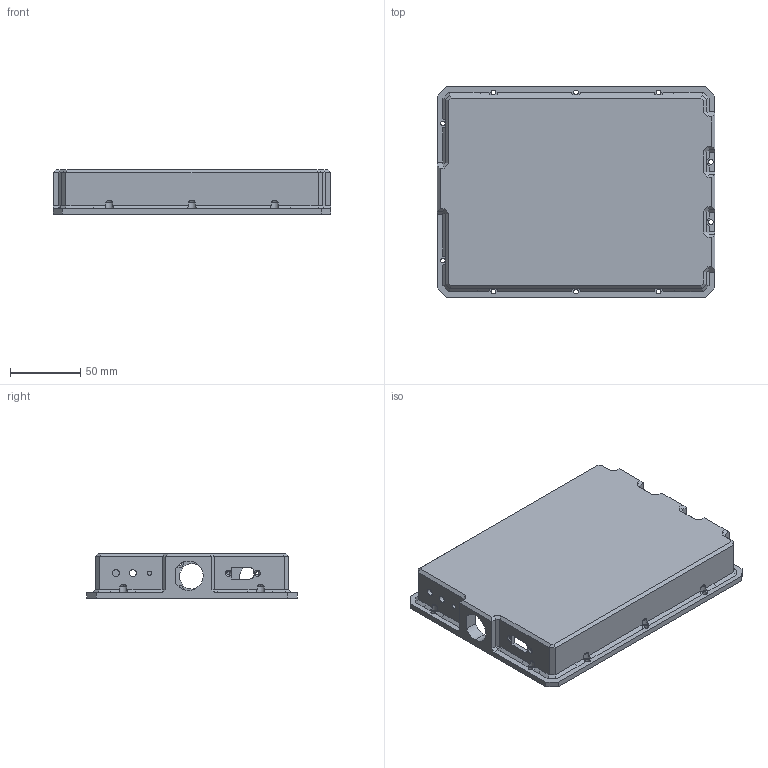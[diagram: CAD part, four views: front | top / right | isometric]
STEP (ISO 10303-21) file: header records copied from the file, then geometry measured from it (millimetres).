
FILE_DESCRIPTION (( 'STEP AP214' ), '1' );
FILE_NAME ('PLASTIC-TOP-CASE-PRODUCT.STEP', '2025-07-29T08:24:25', ( '' ), ( '' ), 'SwSTEP 2.0', 'SolidWorks 2024', '' );
FILE_SCHEMA (( 'AUTOMOTIVE_DESIGN' ));
Length unit declared in the file: millimetre
Products named in the file (1): PLASTIC-TOP-CASE-PRODUCT
Bounding box: 198 x 150 x 31.6 mm (x, y, z)
Volume: 165446.9 mm3; surface area: 99520.8 mm2
Topology: 1 solids, 3 shells, 334 faces, 883 edges, 571 vertices
Faces by surface type: plane 237, cylinder 83, torus 10, cone 4
Entity records: 10574 total; most frequent: CARTESIAN_POINT 2086, ORIENTED_EDGE 1766, DIRECTION 1692, EDGE_CURVE 883, LINE 682, VECTOR 682, VERTEX_POINT 571, AXIS2_PLACEMENT_3D 505
